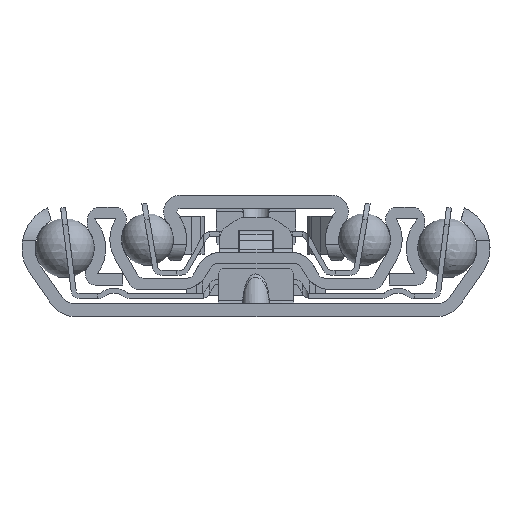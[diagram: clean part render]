
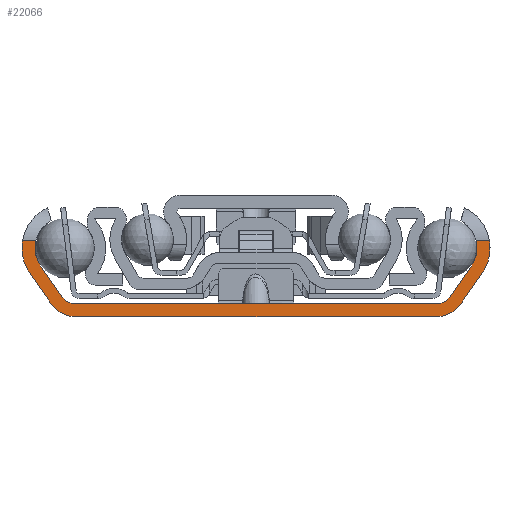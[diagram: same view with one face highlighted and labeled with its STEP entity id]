
A CAD part, left-side view. The second image highlights one B-rep face of the part: STEP entity #22066.
In plain terms, the highlighted planar face has unit normal (-1, 0, 0).
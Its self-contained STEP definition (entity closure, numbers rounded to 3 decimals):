
#417=PLANE('',#23681);
#1363=FACE_OUTER_BOUND('',#2520,.T.);
#2520=EDGE_LOOP('',(#15362,#15363,#15364,#15365,#15366,#15367,#15368,#15369,
#15370,#15371,#15372,#15373,#15374,#15375,#15376,#15377));
#3643=LINE('',#32596,#5713);
#3763=LINE('',#33810,#5833);
#3803=LINE('',#33955,#5873);
#3804=LINE('',#33970,#5874);
#3808=LINE('',#33981,#5878);
#3810=LINE('',#33988,#5880);
#3813=LINE('',#33997,#5883);
#3815=LINE('',#34004,#5885);
#5713=VECTOR('',#25753,10.);
#5833=VECTOR('',#26285,10.);
#5873=VECTOR('',#26395,10.);
#5874=VECTOR('',#26400,10.);
#5878=VECTOR('',#26416,10.);
#5880=VECTOR('',#26424,10.);
#5883=VECTOR('',#26437,10.);
#5885=VECTOR('',#26445,10.);
#7882=CIRCLE('',#23609,6.725);
#7891=CIRCLE('',#23620,4.75);
#7902=CIRCLE('',#23666,4.5);
#7903=CIRCLE('',#23669,4.75);
#7904=CIRCLE('',#23672,2.25);
#7905=CIRCLE('',#23674,2.25);
#7906=CIRCLE('',#23677,6.725);
#7907=CIRCLE('',#23680,4.5);
#8858=VERTEX_POINT('',#32594);
#8859=VERTEX_POINT('',#32595);
#9047=VERTEX_POINT('',#33718);
#9048=VERTEX_POINT('',#33731);
#9060=VERTEX_POINT('',#33761);
#9061=VERTEX_POINT('',#33772);
#9066=VERTEX_POINT('',#33808);
#9067=VERTEX_POINT('',#33809);
#9096=VERTEX_POINT('',#33941);
#9098=VERTEX_POINT('',#33958);
#9100=VERTEX_POINT('',#33977);
#9101=VERTEX_POINT('',#33983);
#9102=VERTEX_POINT('',#33987);
#9103=VERTEX_POINT('',#33993);
#9104=VERTEX_POINT('',#33999);
#9105=VERTEX_POINT('',#34003);
#11150=EDGE_CURVE('',#8858,#8859,#3643,.T.);
#11429=EDGE_CURVE('',#9047,#9048,#7882,.T.);
#11446=EDGE_CURVE('',#9060,#9061,#7891,.T.);
#11452=EDGE_CURVE('',#9066,#9067,#3763,.T.);
#11508=EDGE_CURVE('',#9096,#9060,#3803,.T.);
#11511=EDGE_CURVE('',#9098,#9047,#3804,.T.);
#11515=EDGE_CURVE('',#9100,#9066,#7902,.T.);
#11517=EDGE_CURVE('',#9048,#9100,#3808,.T.);
#11519=EDGE_CURVE('',#9101,#9098,#7903,.T.);
#11520=EDGE_CURVE('',#9102,#9101,#3810,.T.);
#11522=EDGE_CURVE('',#8859,#9102,#7904,.T.);
#11523=EDGE_CURVE('',#9103,#8858,#7905,.T.);
#11525=EDGE_CURVE('',#9061,#9103,#3813,.T.);
#11527=EDGE_CURVE('',#9104,#9096,#7906,.T.);
#11528=EDGE_CURVE('',#9105,#9104,#3815,.T.);
#11530=EDGE_CURVE('',#9067,#9105,#7907,.T.);
#15362=ORIENTED_EDGE('',*,*,#11511,.F.);
#15363=ORIENTED_EDGE('',*,*,#11519,.F.);
#15364=ORIENTED_EDGE('',*,*,#11520,.F.);
#15365=ORIENTED_EDGE('',*,*,#11522,.F.);
#15366=ORIENTED_EDGE('',*,*,#11150,.F.);
#15367=ORIENTED_EDGE('',*,*,#11523,.F.);
#15368=ORIENTED_EDGE('',*,*,#11525,.F.);
#15369=ORIENTED_EDGE('',*,*,#11446,.F.);
#15370=ORIENTED_EDGE('',*,*,#11508,.F.);
#15371=ORIENTED_EDGE('',*,*,#11527,.F.);
#15372=ORIENTED_EDGE('',*,*,#11528,.F.);
#15373=ORIENTED_EDGE('',*,*,#11530,.F.);
#15374=ORIENTED_EDGE('',*,*,#11452,.F.);
#15375=ORIENTED_EDGE('',*,*,#11515,.F.);
#15376=ORIENTED_EDGE('',*,*,#11517,.F.);
#15377=ORIENTED_EDGE('',*,*,#11429,.F.);
#22066=ADVANCED_FACE('',(#1363),#417,.F.);
#23609=AXIS2_PLACEMENT_3D('',#33732,#26245,#26246);
#23620=AXIS2_PLACEMENT_3D('',#33773,#26274,#26275);
#23666=AXIS2_PLACEMENT_3D('',#33978,#26411,#26412);
#23669=AXIS2_PLACEMENT_3D('',#33985,#26420,#26421);
#23672=AXIS2_PLACEMENT_3D('',#33991,#26428,#26429);
#23674=AXIS2_PLACEMENT_3D('',#33994,#26432,#26433);
#23677=AXIS2_PLACEMENT_3D('',#34001,#26441,#26442);
#23680=AXIS2_PLACEMENT_3D('',#34007,#26449,#26450);
#23681=AXIS2_PLACEMENT_3D('',#34008,#26451,#26452);
#25753=DIRECTION('',(0.,-1.,0.));
#26245=DIRECTION('center_axis',(1.,0.,0.));
#26246=DIRECTION('ref_axis',(0.,-0.421,0.907));
#26274=DIRECTION('center_axis',(-1.,0.,0.));
#26275=DIRECTION('ref_axis',(0.,-0.819,0.574));
#26285=DIRECTION('',(0.,1.,0.));
#26395=DIRECTION('',(0.,-1.,0.));
#26400=DIRECTION('',(0.,-1.,0.));
#26411=DIRECTION('center_axis',(1.,0.,0.));
#26412=DIRECTION('ref_axis',(0.,-0.819,-0.574));
#26416=DIRECTION('',(0.,0.574,-0.819));
#26420=DIRECTION('center_axis',(-1.,0.,0.));
#26421=DIRECTION('ref_axis',(0.,0.489,-0.872));
#26424=DIRECTION('',(0.,-0.574,0.819));
#26428=DIRECTION('center_axis',(-1.,0.,0.));
#26429=DIRECTION('ref_axis',(0.,0.819,0.574));
#26432=DIRECTION('center_axis',(-1.,0.,0.));
#26433=DIRECTION('ref_axis',(0.,0.,1.));
#26437=DIRECTION('',(0.,-0.574,-0.819));
#26441=DIRECTION('center_axis',(1.,0.,0.));
#26442=DIRECTION('ref_axis',(0.,0.819,-0.574));
#26445=DIRECTION('',(0.,0.574,0.819));
#26449=DIRECTION('center_axis',(1.,0.,0.));
#26450=DIRECTION('ref_axis',(0.,0.,-1.));
#26451=DIRECTION('center_axis',(1.,0.,0.));
#26452=DIRECTION('ref_axis',(0.,0.,-1.));
#32594=CARTESIAN_POINT('',(0.,27.471,2.));
#32595=CARTESIAN_POINT('',(0.,-27.471,2.));
#32596=CARTESIAN_POINT('',(0.,27.471,2.));
#33718=CARTESIAN_POINT('',(0.,-35.359,11.5));
#33731=CARTESIAN_POINT('',(0.,-34.234,6.543));
#33732=CARTESIAN_POINT('Origin',(0.,-28.725,10.4));
#33761=CARTESIAN_POINT('',(0.,33.346,11.5));
#33772=CARTESIAN_POINT('',(0.,32.616,7.676));
#33773=CARTESIAN_POINT('Origin',(0.,28.725,10.4));
#33808=CARTESIAN_POINT('',(0.,-27.31,0.));
#33809=CARTESIAN_POINT('',(0.,27.31,0.));
#33810=CARTESIAN_POINT('',(0.,0.,0.));
#33941=CARTESIAN_POINT('',(0.,35.359,11.5));
#33955=CARTESIAN_POINT('',(0.,0.,11.5));
#33958=CARTESIAN_POINT('',(0.,-33.346,11.5));
#33970=CARTESIAN_POINT('',(0.,0.,11.5));
#33977=CARTESIAN_POINT('',(0.,-30.996,1.919));
#33978=CARTESIAN_POINT('Origin',(0.,-27.31,4.5));
#33981=CARTESIAN_POINT('',(0.,-34.234,6.543));
#33983=CARTESIAN_POINT('',(0.,-32.616,7.676));
#33985=CARTESIAN_POINT('Origin',(0.,-28.725,10.4));
#33987=CARTESIAN_POINT('',(0.,-29.314,2.959));
#33988=CARTESIAN_POINT('',(0.,-29.314,2.959));
#33991=CARTESIAN_POINT('Origin',(0.,-27.471,4.25));
#33993=CARTESIAN_POINT('',(0.,29.314,2.959));
#33994=CARTESIAN_POINT('Origin',(0.,27.471,4.25));
#33997=CARTESIAN_POINT('',(0.,32.616,7.676));
#33999=CARTESIAN_POINT('',(0.,34.234,6.543));
#34001=CARTESIAN_POINT('Origin',(0.,28.725,10.4));
#34003=CARTESIAN_POINT('',(0.,30.996,1.919));
#34004=CARTESIAN_POINT('',(0.,30.996,1.919));
#34007=CARTESIAN_POINT('Origin',(0.,27.31,4.5));
#34008=CARTESIAN_POINT('Origin',(0.,0.,3.636));
